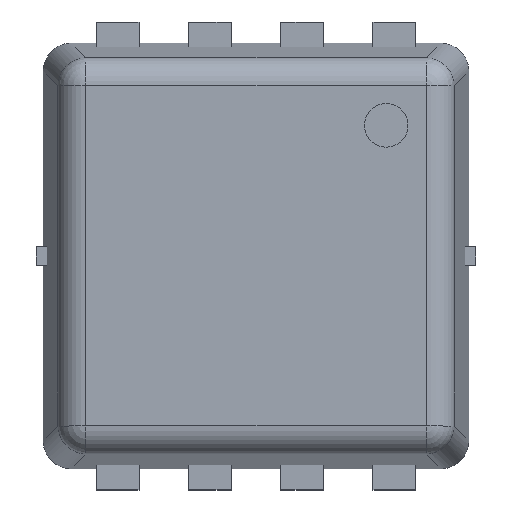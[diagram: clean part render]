
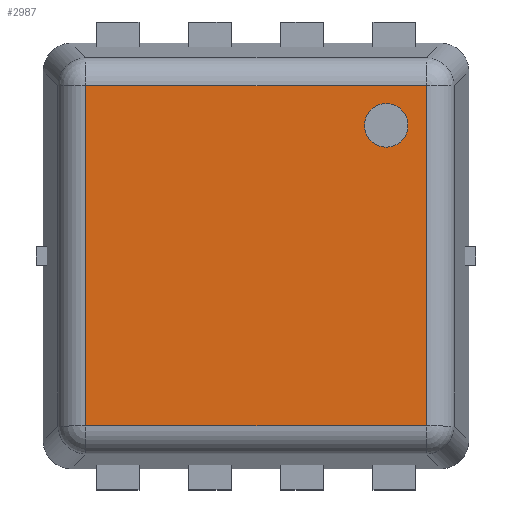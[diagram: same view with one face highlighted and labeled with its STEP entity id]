
A CAD part, top view. The second image highlights one B-rep face of the part: STEP entity #2987.
In plain terms, the highlighted planar face has unit normal (0, 0, 1).
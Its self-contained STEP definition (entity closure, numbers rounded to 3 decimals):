
#15 = DIRECTION ( 'NONE',  ( -1., 0., 0. ) ) ;
#66 = LINE ( 'NONE', #2698, #1643 ) ;
#121 = DIRECTION ( 'NONE',  ( 1., 0., 0. ) ) ;
#124 = CARTESIAN_POINT ( 'NONE',  ( 1.072, 0.92, 0.76 ) ) ;
#255 = FACE_OUTER_BOUND ( 'NONE', #2305, .T. ) ;
#293 = DIRECTION ( 'NONE',  ( 1., 0., 0. ) ) ;
#315 = DIRECTION ( 'NONE',  ( 0., 0., 1. ) ) ;
#364 = LINE ( 'NONE', #1886, #522 ) ;
#393 = AXIS2_PLACEMENT_3D ( 'NONE', #2354, #2279, #855 ) ;
#436 = VERTEX_POINT ( 'NONE', #3193 ) ;
#522 = VECTOR ( 'NONE', #1310, 1000. ) ;
#707 = DIRECTION ( 'NONE',  ( 0., -1., 0. ) ) ;
#818 = ORIENTED_EDGE ( 'NONE', *, *, #3444, .T. ) ;
#855 = DIRECTION ( 'NONE',  ( 1., 0., 0. ) ) ;
#959 = CARTESIAN_POINT ( 'NONE',  ( 0.918, 0.92, 0.76 ) ) ;
#966 = ORIENTED_EDGE ( 'NONE', *, *, #1690, .F. ) ;
#1004 = PLANE ( 'NONE',  #393 ) ;
#1069 = FACE_BOUND ( 'NONE', #2061, .T. ) ;
#1289 = VERTEX_POINT ( 'NONE', #3180 ) ;
#1306 = VECTOR ( 'NONE', #15, 1000. ) ;
#1310 = DIRECTION ( 'NONE',  ( 0., 1., 0. ) ) ;
#1341 = AXIS2_PLACEMENT_3D ( 'NONE', #2925, #315, #293 ) ;
#1445 = CARTESIAN_POINT ( 'NONE',  ( -1.368, 1.2, 0.76 ) ) ;
#1452 = CIRCLE ( 'NONE', #1341, 0.154 ) ;
#1539 = DIRECTION ( 'NONE',  ( 0., 0., 1. ) ) ;
#1643 = VECTOR ( 'NONE', #2443, 1000. ) ;
#1690 = EDGE_CURVE ( 'NONE', #3439, #3575, #3407, .T. ) ;
#1860 = ORIENTED_EDGE ( 'NONE', *, *, #3131, .T. ) ;
#1886 = CARTESIAN_POINT ( 'NONE',  ( 1.2, 1.368, 0.76 ) ) ;
#1913 = VERTEX_POINT ( 'NONE', #2005 ) ;
#1923 = ORIENTED_EDGE ( 'NONE', *, *, #2629, .T. ) ;
#2005 = CARTESIAN_POINT ( 'NONE',  ( -1.2, -1.2, 0.76 ) ) ;
#2019 = ORIENTED_EDGE ( 'NONE', *, *, #3023, .F. ) ;
#2023 = AXIS2_PLACEMENT_3D ( 'NONE', #959, #1539, #121 ) ;
#2061 = EDGE_LOOP ( 'NONE', ( #966, #2019 ) ) ;
#2120 = CARTESIAN_POINT ( 'NONE',  ( 0.764, 0.92, 0.76 ) ) ;
#2279 = DIRECTION ( 'NONE',  ( 0., 0., 1. ) ) ;
#2305 = EDGE_LOOP ( 'NONE', ( #1860, #818, #2727, #1923 ) ) ;
#2354 = CARTESIAN_POINT ( 'NONE',  ( 0., 0., 0.76 ) ) ;
#2410 = EDGE_CURVE ( 'NONE', #436, #1289, #364, .T. ) ;
#2443 = DIRECTION ( 'NONE',  ( 1., 0., 0. ) ) ;
#2481 = VERTEX_POINT ( 'NONE', #2542 ) ;
#2489 = VECTOR ( 'NONE', #707, 1000. ) ;
#2542 = CARTESIAN_POINT ( 'NONE',  ( -1.2, 1.2, 0.76 ) ) ;
#2629 = EDGE_CURVE ( 'NONE', #1289, #2481, #2886, .T. ) ;
#2698 = CARTESIAN_POINT ( 'NONE',  ( 1.368, -1.2, 0.76 ) ) ;
#2702 = CARTESIAN_POINT ( 'NONE',  ( -1.2, -1.368, 0.76 ) ) ;
#2727 = ORIENTED_EDGE ( 'NONE', *, *, #2410, .T. ) ;
#2886 = LINE ( 'NONE', #1445, #1306 ) ;
#2925 = CARTESIAN_POINT ( 'NONE',  ( 0.918, 0.92, 0.76 ) ) ;
#2987 = ADVANCED_FACE ( 'NONE', ( #255, #1069 ), #1004, .T. ) ;
#3023 = EDGE_CURVE ( 'NONE', #3575, #3439, #1452, .T. ) ;
#3131 = EDGE_CURVE ( 'NONE', #2481, #1913, #3604, .T. ) ;
#3180 = CARTESIAN_POINT ( 'NONE',  ( 1.2, 1.2, 0.76 ) ) ;
#3193 = CARTESIAN_POINT ( 'NONE',  ( 1.2, -1.2, 0.76 ) ) ;
#3407 = CIRCLE ( 'NONE', #2023, 0.154 ) ;
#3439 = VERTEX_POINT ( 'NONE', #124 ) ;
#3444 = EDGE_CURVE ( 'NONE', #1913, #436, #66, .T. ) ;
#3575 = VERTEX_POINT ( 'NONE', #2120 ) ;
#3604 = LINE ( 'NONE', #2702, #2489 ) ;
